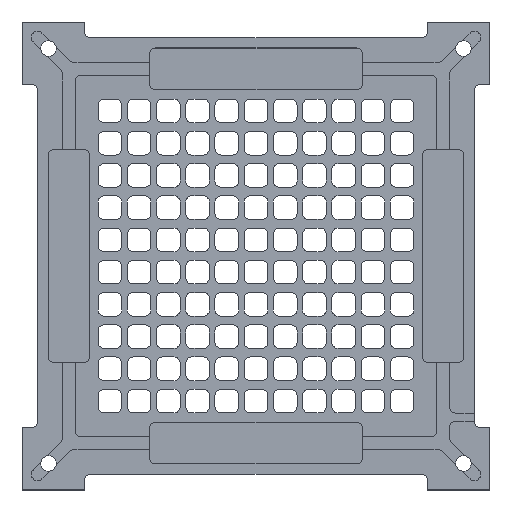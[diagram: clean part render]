
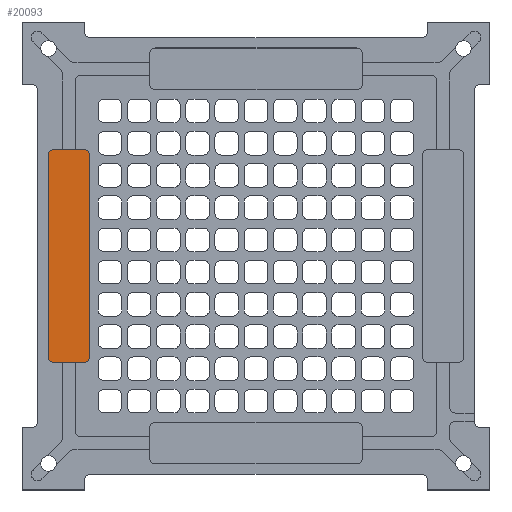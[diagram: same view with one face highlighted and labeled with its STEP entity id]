
A CAD part, top view. The second image highlights one B-rep face of the part: STEP entity #20093.
In plain terms, the highlighted planar face has unit normal (0, 0, 1).
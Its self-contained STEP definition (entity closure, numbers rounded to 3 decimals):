
#361=PLANE('',#21611);
#1115=FACE_OUTER_BOUND('',#2127,.T.);
#2127=EDGE_LOOP('',(#14676,#14677,#14678,#14679,#14680,#14681,#14682,#14683));
#3709=LINE('',#31233,#5762);
#3781=LINE('',#31462,#5834);
#3782=LINE('',#31466,#5835);
#3783=LINE('',#31469,#5836);
#5762=VECTOR('',#25051,10.);
#5834=VECTOR('',#25227,10.);
#5835=VECTOR('',#25230,10.);
#5836=VECTOR('',#25233,10.);
#7609=CIRCLE('',#21609,6.);
#7611=CIRCLE('',#21612,6.);
#7612=CIRCLE('',#21613,6.);
#7613=CIRCLE('',#21614,6.);
#9025=VERTEX_POINT('',#31230);
#9026=VERTEX_POINT('',#31232);
#9128=VERTEX_POINT('',#31453);
#9130=VERTEX_POINT('',#31459);
#9131=VERTEX_POINT('',#31461);
#9132=VERTEX_POINT('',#31463);
#9133=VERTEX_POINT('',#31465);
#9134=VERTEX_POINT('',#31467);
#11280=EDGE_CURVE('',#9025,#9026,#3709,.T.);
#11391=EDGE_CURVE('',#9128,#9026,#7609,.T.);
#11394=EDGE_CURVE('',#9025,#9130,#7611,.T.);
#11395=EDGE_CURVE('',#9131,#9130,#3781,.T.);
#11396=EDGE_CURVE('',#9131,#9132,#7612,.T.);
#11397=EDGE_CURVE('',#9133,#9132,#3782,.T.);
#11398=EDGE_CURVE('',#9133,#9134,#7613,.T.);
#11399=EDGE_CURVE('',#9128,#9134,#3783,.T.);
#14676=ORIENTED_EDGE('',*,*,#11391,.T.);
#14677=ORIENTED_EDGE('',*,*,#11280,.F.);
#14678=ORIENTED_EDGE('',*,*,#11394,.T.);
#14679=ORIENTED_EDGE('',*,*,#11395,.F.);
#14680=ORIENTED_EDGE('',*,*,#11396,.T.);
#14681=ORIENTED_EDGE('',*,*,#11397,.F.);
#14682=ORIENTED_EDGE('',*,*,#11398,.T.);
#14683=ORIENTED_EDGE('',*,*,#11399,.F.);
#20093=ADVANCED_FACE('',(#1115),#361,.F.);
#21609=AXIS2_PLACEMENT_3D('',#31454,#25218,#25219);
#21611=AXIS2_PLACEMENT_3D('',#31458,#25223,#25224);
#21612=AXIS2_PLACEMENT_3D('',#31460,#25225,#25226);
#21613=AXIS2_PLACEMENT_3D('',#31464,#25228,#25229);
#21614=AXIS2_PLACEMENT_3D('',#31468,#25231,#25232);
#25051=DIRECTION('',(0.,-1.,0.));
#25218=DIRECTION('center_axis',(0.,0.,1.));
#25219=DIRECTION('ref_axis',(0.707,-0.707,0.));
#25223=DIRECTION('center_axis',(0.,0.,-1.));
#25224=DIRECTION('ref_axis',(-1.,0.,0.));
#25225=DIRECTION('center_axis',(0.,0.,1.));
#25226=DIRECTION('ref_axis',(0.707,0.707,0.));
#25227=DIRECTION('',(1.,0.,0.));
#25228=DIRECTION('center_axis',(0.,0.,1.));
#25229=DIRECTION('ref_axis',(-0.707,0.707,0.));
#25230=DIRECTION('',(0.,1.,0.));
#25231=DIRECTION('center_axis',(0.,0.,1.));
#25232=DIRECTION('ref_axis',(-0.707,-0.707,0.));
#25233=DIRECTION('',(-1.,0.,0.));
#31230=CARTESIAN_POINT('',(-160.,96.5,21.));
#31232=CARTESIAN_POINT('',(-160.,-96.5,21.));
#31233=CARTESIAN_POINT('',(-160.,-102.5,21.));
#31453=CARTESIAN_POINT('',(-166.,-102.5,21.));
#31454=CARTESIAN_POINT('Origin',(-166.,-96.5,21.));
#31458=CARTESIAN_POINT('Origin',(-180.,0.,21.));
#31459=CARTESIAN_POINT('',(-166.,102.5,21.));
#31460=CARTESIAN_POINT('Origin',(-166.,96.5,21.));
#31461=CARTESIAN_POINT('',(-194.,102.5,21.));
#31462=CARTESIAN_POINT('',(-160.,102.5,21.));
#31463=CARTESIAN_POINT('',(-200.,96.5,21.));
#31464=CARTESIAN_POINT('Origin',(-194.,96.5,21.));
#31465=CARTESIAN_POINT('',(-200.,-96.5,21.));
#31466=CARTESIAN_POINT('',(-200.,102.5,21.));
#31467=CARTESIAN_POINT('',(-194.,-102.5,21.));
#31468=CARTESIAN_POINT('Origin',(-194.,-96.5,21.));
#31469=CARTESIAN_POINT('',(-200.,-102.5,21.));
